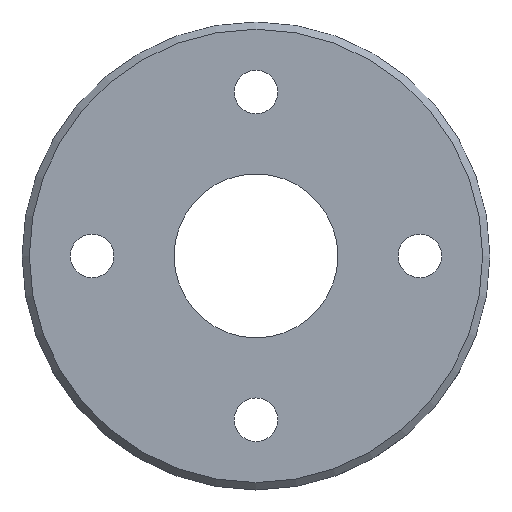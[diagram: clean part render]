
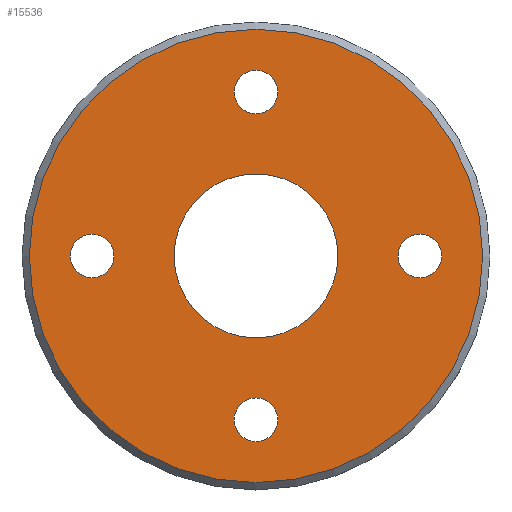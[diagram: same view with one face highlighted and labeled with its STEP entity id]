
A CAD part, top view. The second image highlights one B-rep face of the part: STEP entity #15536.
In plain terms, the highlighted planar face has unit normal (0, 0, 1).
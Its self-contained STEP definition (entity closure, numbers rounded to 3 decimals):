
#21=FACE_BOUND('',#3097,.T.);
#22=FACE_BOUND('',#3098,.T.);
#23=FACE_BOUND('',#3099,.T.);
#24=FACE_BOUND('',#3100,.T.);
#25=FACE_BOUND('',#3101,.T.);
#108=PLANE('',#16841);
#2280=FACE_OUTER_BOUND('',#3096,.T.);
#3096=EDGE_LOOP('',(#14716));
#3097=EDGE_LOOP('',(#14717));
#3098=EDGE_LOOP('',(#14718));
#3099=EDGE_LOOP('',(#14719));
#3100=EDGE_LOOP('',(#14720));
#3101=EDGE_LOOP('',(#14721));
#5037=CIRCLE('',#15541,6.);
#5039=CIRCLE('',#15544,6.);
#5041=CIRCLE('',#15547,6.);
#5043=CIRCLE('',#15550,6.);
#5044=CIRCLE('',#15552,22.5);
#5847=CIRCLE('',#16838,62.25);
#5850=VERTEX_POINT('',#20421);
#5852=VERTEX_POINT('',#20427);
#5854=VERTEX_POINT('',#20433);
#5856=VERTEX_POINT('',#20439);
#5857=VERTEX_POINT('',#20443);
#7460=VERTEX_POINT('',#37093);
#7464=EDGE_CURVE('',#5850,#5850,#5037,.T.);
#7467=EDGE_CURVE('',#5852,#5852,#5039,.T.);
#7470=EDGE_CURVE('',#5854,#5854,#5041,.T.);
#7473=EDGE_CURVE('',#5856,#5856,#5043,.T.);
#7474=EDGE_CURVE('',#5857,#5857,#5044,.T.);
#9878=EDGE_CURVE('',#7460,#7460,#5847,.T.);
#14716=ORIENTED_EDGE('',*,*,#9878,.F.);
#14717=ORIENTED_EDGE('',*,*,#7464,.T.);
#14718=ORIENTED_EDGE('',*,*,#7467,.T.);
#14719=ORIENTED_EDGE('',*,*,#7470,.T.);
#14720=ORIENTED_EDGE('',*,*,#7473,.T.);
#14721=ORIENTED_EDGE('',*,*,#7474,.T.);
#15536=ADVANCED_FACE('',(#2280,#21,#22,#23,#24,#25),#108,.T.);
#15541=AXIS2_PLACEMENT_3D('',#20423,#16849,#16850);
#15544=AXIS2_PLACEMENT_3D('',#20429,#16856,#16857);
#15547=AXIS2_PLACEMENT_3D('',#20435,#16863,#16864);
#15550=AXIS2_PLACEMENT_3D('',#20441,#16870,#16871);
#15552=AXIS2_PLACEMENT_3D('',#20444,#16874,#16875);
#16838=AXIS2_PLACEMENT_3D('',#37094,#20407,#20408);
#16841=AXIS2_PLACEMENT_3D('',#37100,#20415,#20416);
#16849=DIRECTION('center_axis',(0.,0.,-1.));
#16850=DIRECTION('ref_axis',(-1.,0.,0.));
#16856=DIRECTION('center_axis',(0.,0.,-1.));
#16857=DIRECTION('ref_axis',(-1.,0.,0.));
#16863=DIRECTION('center_axis',(0.,0.,-1.));
#16864=DIRECTION('ref_axis',(-1.,0.,0.));
#16870=DIRECTION('center_axis',(0.,0.,-1.));
#16871=DIRECTION('ref_axis',(-1.,0.,0.));
#16874=DIRECTION('center_axis',(0.,0.,-1.));
#16875=DIRECTION('ref_axis',(-1.,0.,0.));
#20407=DIRECTION('center_axis',(0.,0.,-1.));
#20408=DIRECTION('ref_axis',(1.,0.,0.));
#20415=DIRECTION('center_axis',(0.,0.,1.));
#20416=DIRECTION('ref_axis',(1.,0.,0.));
#20421=CARTESIAN_POINT('',(-39.,0.,20.));
#20423=CARTESIAN_POINT('Origin',(-45.,0.,20.));
#20427=CARTESIAN_POINT('',(6.,45.,20.));
#20429=CARTESIAN_POINT('Origin',(0.,45.,20.));
#20433=CARTESIAN_POINT('',(51.,0.,20.));
#20435=CARTESIAN_POINT('Origin',(45.,0.,20.));
#20439=CARTESIAN_POINT('',(6.,-45.,20.));
#20441=CARTESIAN_POINT('Origin',(0.,-45.,20.));
#20443=CARTESIAN_POINT('',(22.5,0.,20.));
#20444=CARTESIAN_POINT('Origin',(0.,0.,20.));
#37093=CARTESIAN_POINT('',(-62.25,0.,20.));
#37094=CARTESIAN_POINT('Origin',(0.,0.,20.));
#37100=CARTESIAN_POINT('Origin',(0.,0.,20.));
